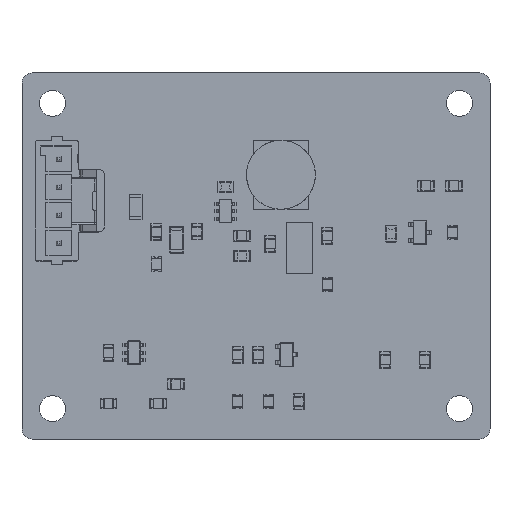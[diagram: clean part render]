
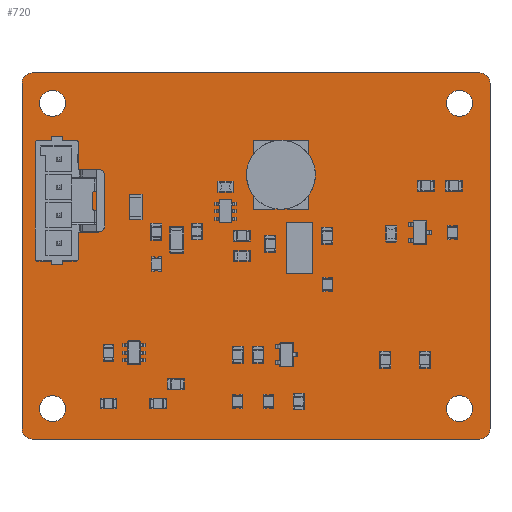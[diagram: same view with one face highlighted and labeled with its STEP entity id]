
A CAD part, top view. The second image highlights one B-rep face of the part: STEP entity #720.
In plain terms, the highlighted planar face has unit normal (0, 0, 1).
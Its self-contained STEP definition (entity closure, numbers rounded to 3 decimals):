
#167 = VERTEX_POINT('',#168);
#168 = CARTESIAN_POINT('',(26.67,27.94,0.));
#174 = EDGE_CURVE('',#167,#175,#177,.T.);
#175 = VERTEX_POINT('',#176);
#176 = CARTESIAN_POINT('',(26.67,71.12,0.));
#177 = LINE('',#178,#179);
#178 = CARTESIAN_POINT('',(26.67,27.94,0.));
#179 = VECTOR('',#180,1.);
#180 = DIRECTION('',(0.,1.,0.));
#205 = EDGE_CURVE('',#175,#206,#208,.T.);
#206 = VERTEX_POINT('',#207);
#207 = CARTESIAN_POINT('',(27.94,72.39,0.));
#208 = CIRCLE('',#209,1.27);
#209 = AXIS2_PLACEMENT_3D('',#210,#211,#212);
#210 = CARTESIAN_POINT('',(27.94,71.12,0.));
#211 = DIRECTION('',(0.,0.,-1.));
#212 = DIRECTION('',(-1.,0.,0.));
#238 = EDGE_CURVE('',#206,#239,#241,.T.);
#239 = VERTEX_POINT('',#240);
#240 = CARTESIAN_POINT('',(83.82,72.39,0.));
#241 = LINE('',#242,#243);
#242 = CARTESIAN_POINT('',(27.94,72.39,0.));
#243 = VECTOR('',#244,1.);
#244 = DIRECTION('',(1.,0.,0.));
#269 = EDGE_CURVE('',#239,#270,#272,.T.);
#270 = VERTEX_POINT('',#271);
#271 = CARTESIAN_POINT('',(85.09,71.12,0.));
#272 = CIRCLE('',#273,1.27);
#273 = AXIS2_PLACEMENT_3D('',#274,#275,#276);
#274 = CARTESIAN_POINT('',(83.82,71.12,0.));
#275 = DIRECTION('',(0.,0.,-1.));
#276 = DIRECTION('',(0.,1.,0.));
#302 = EDGE_CURVE('',#270,#303,#305,.T.);
#303 = VERTEX_POINT('',#304);
#304 = CARTESIAN_POINT('',(85.09,27.94,0.));
#305 = LINE('',#306,#307);
#306 = CARTESIAN_POINT('',(85.09,71.12,0.));
#307 = VECTOR('',#308,1.);
#308 = DIRECTION('',(0.,-1.,0.));
#333 = EDGE_CURVE('',#303,#334,#336,.T.);
#334 = VERTEX_POINT('',#335);
#335 = CARTESIAN_POINT('',(83.82,26.67,0.));
#336 = CIRCLE('',#337,1.27);
#337 = AXIS2_PLACEMENT_3D('',#338,#339,#340);
#338 = CARTESIAN_POINT('',(83.82,27.94,0.));
#339 = DIRECTION('',(0.,0.,-1.));
#340 = DIRECTION('',(1.,0.,0.));
#366 = EDGE_CURVE('',#334,#367,#369,.T.);
#367 = VERTEX_POINT('',#368);
#368 = CARTESIAN_POINT('',(27.94,26.67,0.));
#369 = LINE('',#370,#371);
#370 = CARTESIAN_POINT('',(83.82,26.67,0.));
#371 = VECTOR('',#372,1.);
#372 = DIRECTION('',(-1.,0.,0.));
#397 = EDGE_CURVE('',#367,#167,#398,.T.);
#398 = CIRCLE('',#399,1.27);
#399 = AXIS2_PLACEMENT_3D('',#400,#401,#402);
#400 = CARTESIAN_POINT('',(27.94,27.94,0.));
#401 = DIRECTION('',(0.,0.,-1.));
#402 = DIRECTION('',(0.,-1.,0.));
#423 = VERTEX_POINT('',#424);
#424 = CARTESIAN_POINT('',(31.752,51.11,0.));
#430 = EDGE_CURVE('',#423,#423,#431,.T.);
#431 = CIRCLE('',#432,0.51);
#432 = AXIS2_PLACEMENT_3D('',#433,#434,#435);
#433 = CARTESIAN_POINT('',(31.242,51.11,0.));
#434 = DIRECTION('',(0.,0.,1.));
#435 = DIRECTION('',(1.,0.,0.));
#456 = VERTEX_POINT('',#457);
#457 = CARTESIAN_POINT('',(32.112,30.48,0.));
#463 = EDGE_CURVE('',#456,#456,#464,.T.);
#464 = CIRCLE('',#465,1.632);
#465 = AXIS2_PLACEMENT_3D('',#466,#467,#468);
#466 = CARTESIAN_POINT('',(30.48,30.48,0.));
#467 = DIRECTION('',(0.,0.,1.));
#468 = DIRECTION('',(1.,0.,0.));
#489 = VERTEX_POINT('',#490);
#490 = CARTESIAN_POINT('',(31.752,61.61,0.));
#496 = EDGE_CURVE('',#489,#489,#497,.T.);
#497 = CIRCLE('',#498,0.51);
#498 = AXIS2_PLACEMENT_3D('',#499,#500,#501);
#499 = CARTESIAN_POINT('',(31.242,61.61,0.));
#500 = DIRECTION('',(0.,0.,1.));
#501 = DIRECTION('',(1.,0.,0.));
#522 = VERTEX_POINT('',#523);
#523 = CARTESIAN_POINT('',(32.112,68.58,0.));
#529 = EDGE_CURVE('',#522,#522,#530,.T.);
#530 = CIRCLE('',#531,1.632);
#531 = AXIS2_PLACEMENT_3D('',#532,#533,#534);
#532 = CARTESIAN_POINT('',(30.48,68.58,0.));
#533 = DIRECTION('',(0.,0.,1.));
#534 = DIRECTION('',(1.,0.,0.));
#555 = VERTEX_POINT('',#556);
#556 = CARTESIAN_POINT('',(31.752,54.61,0.));
#562 = EDGE_CURVE('',#555,#555,#563,.T.);
#563 = CIRCLE('',#564,0.51);
#564 = AXIS2_PLACEMENT_3D('',#565,#566,#567);
#565 = CARTESIAN_POINT('',(31.242,54.61,0.));
#566 = DIRECTION('',(0.,0.,1.));
#567 = DIRECTION('',(1.,0.,0.));
#588 = VERTEX_POINT('',#589);
#589 = CARTESIAN_POINT('',(82.912,30.48,0.));
#595 = EDGE_CURVE('',#588,#588,#596,.T.);
#596 = CIRCLE('',#597,1.632);
#597 = AXIS2_PLACEMENT_3D('',#598,#599,#600);
#598 = CARTESIAN_POINT('',(81.28,30.48,0.));
#599 = DIRECTION('',(0.,0.,1.));
#600 = DIRECTION('',(1.,0.,0.));
#621 = VERTEX_POINT('',#622);
#622 = CARTESIAN_POINT('',(31.752,58.11,0.));
#628 = EDGE_CURVE('',#621,#621,#629,.T.);
#629 = CIRCLE('',#630,0.51);
#630 = AXIS2_PLACEMENT_3D('',#631,#632,#633);
#631 = CARTESIAN_POINT('',(31.242,58.11,0.));
#632 = DIRECTION('',(0.,0.,1.));
#633 = DIRECTION('',(1.,0.,0.));
#654 = VERTEX_POINT('',#655);
#655 = CARTESIAN_POINT('',(82.912,68.58,0.));
#661 = EDGE_CURVE('',#654,#654,#662,.T.);
#662 = CIRCLE('',#663,1.632);
#663 = AXIS2_PLACEMENT_3D('',#664,#665,#666);
#664 = CARTESIAN_POINT('',(81.28,68.58,0.));
#665 = DIRECTION('',(0.,0.,1.));
#666 = DIRECTION('',(1.,0.,0.));
#720 = ADVANCED_FACE('',(#721,#731,#734,#737,#740,#743,#746,#749,#752),
  #755,.T.);
#721 = FACE_BOUND('',#722,.F.);
#722 = EDGE_LOOP('',(#723,#724,#725,#726,#727,#728,#729,#730));
#723 = ORIENTED_EDGE('',*,*,#174,.T.);
#724 = ORIENTED_EDGE('',*,*,#205,.T.);
#725 = ORIENTED_EDGE('',*,*,#238,.T.);
#726 = ORIENTED_EDGE('',*,*,#269,.T.);
#727 = ORIENTED_EDGE('',*,*,#302,.T.);
#728 = ORIENTED_EDGE('',*,*,#333,.T.);
#729 = ORIENTED_EDGE('',*,*,#366,.T.);
#730 = ORIENTED_EDGE('',*,*,#397,.T.);
#731 = FACE_BOUND('',#732,.T.);
#732 = EDGE_LOOP('',(#733));
#733 = ORIENTED_EDGE('',*,*,#430,.F.);
#734 = FACE_BOUND('',#735,.T.);
#735 = EDGE_LOOP('',(#736));
#736 = ORIENTED_EDGE('',*,*,#463,.F.);
#737 = FACE_BOUND('',#738,.T.);
#738 = EDGE_LOOP('',(#739));
#739 = ORIENTED_EDGE('',*,*,#496,.F.);
#740 = FACE_BOUND('',#741,.T.);
#741 = EDGE_LOOP('',(#742));
#742 = ORIENTED_EDGE('',*,*,#529,.F.);
#743 = FACE_BOUND('',#744,.T.);
#744 = EDGE_LOOP('',(#745));
#745 = ORIENTED_EDGE('',*,*,#562,.F.);
#746 = FACE_BOUND('',#747,.T.);
#747 = EDGE_LOOP('',(#748));
#748 = ORIENTED_EDGE('',*,*,#595,.F.);
#749 = FACE_BOUND('',#750,.T.);
#750 = EDGE_LOOP('',(#751));
#751 = ORIENTED_EDGE('',*,*,#628,.F.);
#752 = FACE_BOUND('',#753,.T.);
#753 = EDGE_LOOP('',(#754));
#754 = ORIENTED_EDGE('',*,*,#661,.F.);
#755 = PLANE('',#756);
#756 = AXIS2_PLACEMENT_3D('',#757,#758,#759);
#757 = CARTESIAN_POINT('',(26.67,27.94,0.));
#758 = DIRECTION('',(0.,0.,1.));
#759 = DIRECTION('',(1.,0.,0.));
